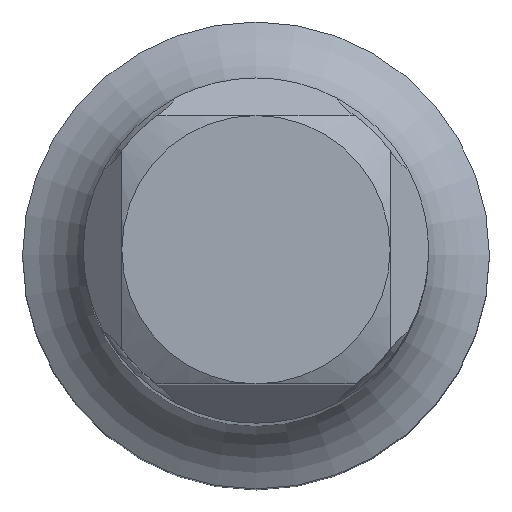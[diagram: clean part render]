
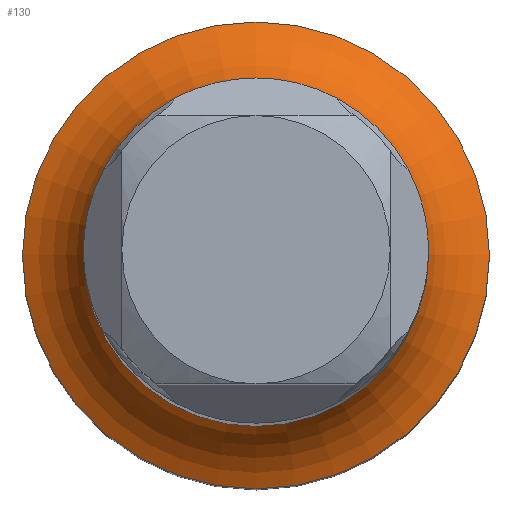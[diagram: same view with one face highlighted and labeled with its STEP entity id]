
A CAD part, top view. The second image highlights one B-rep face of the part: STEP entity #130.
In plain terms, the highlighted toroidal (fillet/blend) face has major radius 7.25 mm and minor radius 3 mm.
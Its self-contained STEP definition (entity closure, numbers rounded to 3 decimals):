
#52=FACE_BOUND('',#198,.T.);
#53=FACE_BOUND('',#199,.T.);
#81=TOROIDAL_SURFACE('',#553,7.25,3.);
#99=CIRCLE('',#548,6.088);
#101=CIRCLE('',#552,4.25);
#130=ADVANCED_FACE('NONE',(#52,#53),#81,.F.);
#198=EDGE_LOOP('',(#338));
#199=EDGE_LOOP('',(#339));
#338=ORIENTED_EDGE('',*,*,#438,.T.);
#339=ORIENTED_EDGE('',*,*,#436,.F.);
#380=VERTEX_POINT('',#889);
#382=VERTEX_POINT('',#895);
#436=EDGE_CURVE('NONE',#380,#380,#99,.T.);
#438=EDGE_CURVE('NONE',#382,#382,#101,.T.);
#548=AXIS2_PLACEMENT_3D('',#888,#668,#669);
#552=AXIS2_PLACEMENT_3D('',#894,#676,#677);
#553=AXIS2_PLACEMENT_3D('',#896,#678,#679);
#668=DIRECTION('',(0.,0.,-1.));
#669=DIRECTION('',(0.,1.,0.));
#676=DIRECTION('',(0.,0.,-1.));
#677=DIRECTION('',(-1.,0.,0.));
#678=DIRECTION('',(0.,0.,-1.));
#679=DIRECTION('',(-1.,0.,0.));
#888=CARTESIAN_POINT('',(0.,0.,-86.));
#889=CARTESIAN_POINT('',(0.,6.088,-86.));
#894=CARTESIAN_POINT('',(0.,0.,-83.234));
#895=CARTESIAN_POINT('',(-4.25,0.,-83.234));
#896=CARTESIAN_POINT('',(0.,0.,-83.234));
